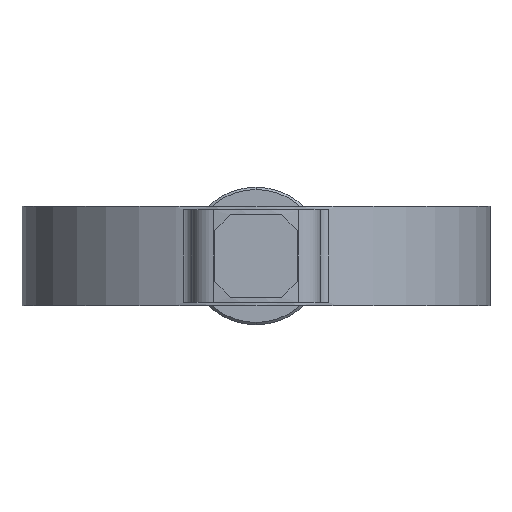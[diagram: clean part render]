
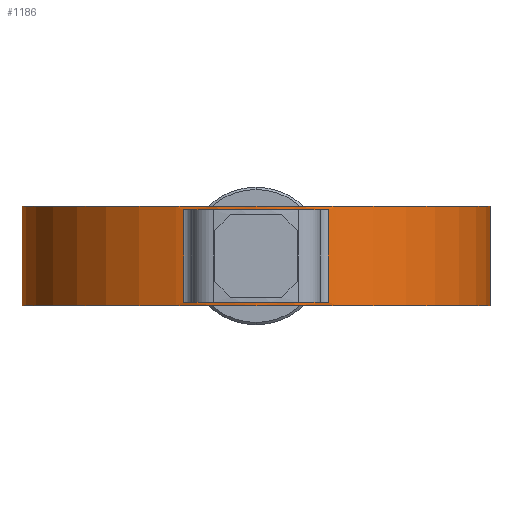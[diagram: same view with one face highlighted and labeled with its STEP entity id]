
A CAD part, front view. The second image highlights one B-rep face of the part: STEP entity #1186.
In plain terms, the highlighted cylindrical face has radius 297.5 mm (diameter 595 mm), a partial arc.
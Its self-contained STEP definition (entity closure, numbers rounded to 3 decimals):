
#458 = DIRECTION ( 'NONE',  ( 0., 0., 1. ) ) ;
#464 = DIRECTION ( 'NONE',  ( 0., 0., -1. ) ) ;
#465 = CARTESIAN_POINT ( 'NONE',  ( -91.868, -282.96, 63. ) ) ;
#466 = DIRECTION ( 'NONE',  ( -1., 0., 0. ) ) ;
#467 = CARTESIAN_POINT ( 'NONE',  ( 91.868, -282.96, 63. ) ) ;
#468 = DIRECTION ( 'NONE',  ( 0., 0., -1. ) ) ;
#469 = CARTESIAN_POINT ( 'NONE',  ( 0., 0., 58.5 ) ) ;
#471 = DIRECTION ( 'NONE',  ( 1., 0., 0. ) ) ;
#472 = DIRECTION ( 'NONE',  ( 0., 0., 1. ) ) ;
#473 = CARTESIAN_POINT ( 'NONE',  ( 0., 0., -63. ) ) ;
#475 = DIRECTION ( 'NONE',  ( 1., 0., 0. ) ) ;
#486 = CARTESIAN_POINT ( 'NONE',  ( 0., 0., 63. ) ) ;
#535 = CARTESIAN_POINT ( 'NONE',  ( 0., 0., -58.5 ) ) ;
#537 = DIRECTION ( 'NONE',  ( 0., 0., 1. ) ) ;
#646 = CARTESIAN_POINT ( 'NONE',  ( 0., 0., 63. ) ) ;
#649 = DIRECTION ( 'NONE',  ( -1., 0., 0. ) ) ;
#653 = DIRECTION ( 'NONE',  ( 0., 0., -1. ) ) ;
#686 = DIRECTION ( 'NONE',  ( 0., 0., -1. ) ) ;
#692 = DIRECTION ( 'NONE',  ( -1., 0., 0. ) ) ;
#1186 = ADVANCED_FACE ( 'NONE', ( #2512, #2519 ), #2521, .T. ) ;
#1716 = EDGE_CURVE ( 'NONE', #4338, #4335, #2577, .T. ) ;
#1717 = EDGE_CURVE ( 'NONE', #4297, #4379, #2576, .T. ) ;
#1718 = EDGE_CURVE ( 'NONE', #4358, #4387, #2575, .T. ) ;
#1719 = EDGE_CURVE ( 'NONE', #4358, #4323, #2578, .T. ) ;
#1720 = EDGE_CURVE ( 'NONE', #4323, #4327, #2579, .T. ) ;
#1721 = EDGE_CURVE ( 'NONE', #4327, #4387, #2582, .T. ) ;
#1967 = DIRECTION ( 'NONE',  ( 0., 0., -1. ) ) ;
#1976 = CARTESIAN_POINT ( 'NONE',  ( -297.5, 0., 63. ) ) ;
#1977 = DIRECTION ( 'NONE',  ( 0., 0., -1. ) ) ;
#1980 = CARTESIAN_POINT ( 'NONE',  ( 297.5, 0., 63. ) ) ;
#2512 = FACE_OUTER_BOUND ( 'NONE', #4163, .T. ) ;
#2519 = FACE_BOUND ( 'NONE', #4174, .T. ) ;
#2521 = CYLINDRICAL_SURFACE ( 'NONE', #4056, 297.5 ) ;
#2575 = CIRCLE ( 'NONE', #4091, 297.5 ) ;
#2576 = CIRCLE ( 'NONE', #4090, 297.5 ) ;
#2577 = CIRCLE ( 'NONE', #4089, 297.5 ) ;
#2578 = LINE ( 'NONE', #467, #2581 ) ;
#2579 = CIRCLE ( 'NONE', #4092, 297.5 ) ;
#2581 = VECTOR ( 'NONE', #464, 1000. ) ;
#2582 = LINE ( 'NONE', #465, #2584 ) ;
#2584 = VECTOR ( 'NONE', #458, 1000. ) ;
#2933 = CARTESIAN_POINT ( 'NONE',  ( -297.5, 0., -63. ) ) ;
#2981 = CARTESIAN_POINT ( 'NONE',  ( 91.868, -282.96, -58.5 ) ) ;
#2988 = CARTESIAN_POINT ( 'NONE',  ( -91.868, -282.96, -58.5 ) ) ;
#3003 = CARTESIAN_POINT ( 'NONE',  ( 297.5, 0., 63. ) ) ;
#3009 = CARTESIAN_POINT ( 'NONE',  ( -297.5, 0., 63. ) ) ;
#3046 = CARTESIAN_POINT ( 'NONE',  ( 91.868, -282.96, 58.5 ) ) ;
#3085 = CARTESIAN_POINT ( 'NONE',  ( 297.5, 0., -63. ) ) ;
#3098 = CARTESIAN_POINT ( 'NONE',  ( -91.868, -282.96, 58.5 ) ) ;
#3604 = ORIENTED_EDGE ( 'NONE', *, *, #1720, .T. ) ;
#3616 = ORIENTED_EDGE ( 'NONE', *, *, #1716, .F. ) ;
#3629 = ORIENTED_EDGE ( 'NONE', *, *, #1718, .F. ) ;
#3630 = ORIENTED_EDGE ( 'NONE', *, *, #1717, .T. ) ;
#3631 = ORIENTED_EDGE ( 'NONE', *, *, #4001, .T. ) ;
#3632 = ORIENTED_EDGE ( 'NONE', *, *, #4003, .F. ) ;
#3633 = ORIENTED_EDGE ( 'NONE', *, *, #1719, .T. ) ;
#3648 = ORIENTED_EDGE ( 'NONE', *, *, #1721, .T. ) ;
#4001 = EDGE_CURVE ( 'NONE', #4338, #4297, #4528, .T. ) ;
#4003 = EDGE_CURVE ( 'NONE', #4335, #4379, #4523, .T. ) ;
#4056 = AXIS2_PLACEMENT_3D ( 'NONE', #646, #653, #649 ) ;
#4089 = AXIS2_PLACEMENT_3D ( 'NONE', #486, #537, #475 ) ;
#4090 = AXIS2_PLACEMENT_3D ( 'NONE', #473, #472, #471 ) ;
#4091 = AXIS2_PLACEMENT_3D ( 'NONE', #469, #468, #466 ) ;
#4092 = AXIS2_PLACEMENT_3D ( 'NONE', #535, #686, #692 ) ;
#4163 = EDGE_LOOP ( 'NONE', ( #3632, #3616, #3631, #3630 ) ) ;
#4174 = EDGE_LOOP ( 'NONE', ( #3629, #3633, #3604, #3648 ) ) ;
#4297 = VERTEX_POINT ( 'NONE', #2933 ) ;
#4323 = VERTEX_POINT ( 'NONE', #2981 ) ;
#4327 = VERTEX_POINT ( 'NONE', #2988 ) ;
#4335 = VERTEX_POINT ( 'NONE', #3003 ) ;
#4338 = VERTEX_POINT ( 'NONE', #3009 ) ;
#4358 = VERTEX_POINT ( 'NONE', #3046 ) ;
#4379 = VERTEX_POINT ( 'NONE', #3085 ) ;
#4387 = VERTEX_POINT ( 'NONE', #3098 ) ;
#4523 = LINE ( 'NONE', #1980, #4534 ) ;
#4528 = LINE ( 'NONE', #1976, #4531 ) ;
#4531 = VECTOR ( 'NONE', #1977, 1000. ) ;
#4534 = VECTOR ( 'NONE', #1967, 1000. ) ;
